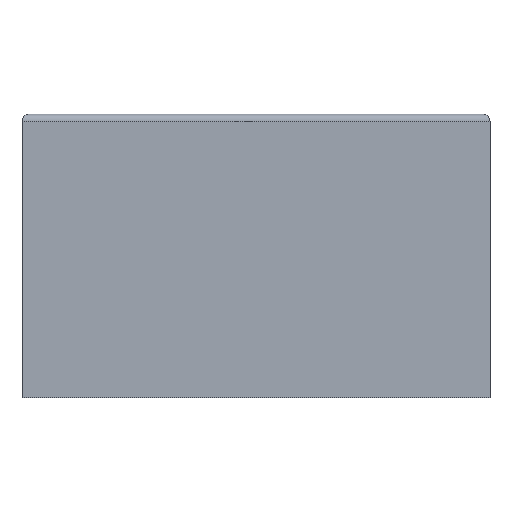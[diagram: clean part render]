
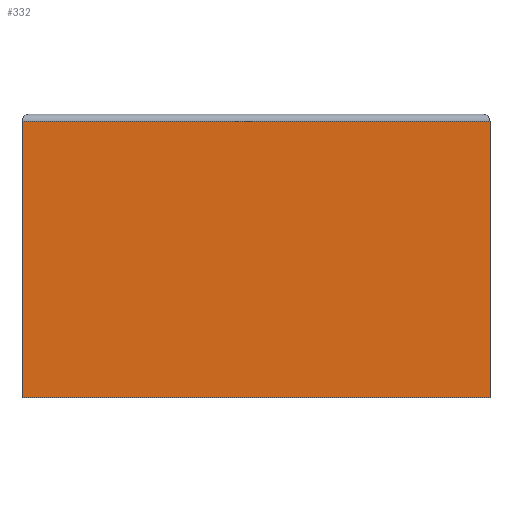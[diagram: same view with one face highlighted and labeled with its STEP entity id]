
A CAD part, front view. The second image highlights one B-rep face of the part: STEP entity #332.
In plain terms, the highlighted planar face has unit normal (0, -1, 0).
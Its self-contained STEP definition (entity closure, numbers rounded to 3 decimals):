
#24=PLANE('',#375);
#45=FACE_OUTER_BOUND('',#64,.T.);
#64=EDGE_LOOP('',(#295,#296,#297,#298));
#77=LINE('',#487,#112);
#92=LINE('',#530,#127);
#106=LINE('',#560,#141);
#108=LINE('',#563,#143);
#112=VECTOR('',#392,10.);
#127=VECTOR('',#435,10.);
#141=VECTOR('',#465,10.);
#143=VECTOR('',#469,10.);
#146=VERTEX_POINT('',#477);
#149=VERTEX_POINT('',#485);
#163=VERTEX_POINT('',#528);
#171=VERTEX_POINT('',#559);
#178=EDGE_CURVE('',#149,#146,#77,.T.);
#200=EDGE_CURVE('',#163,#149,#92,.T.);
#214=EDGE_CURVE('',#171,#146,#106,.T.);
#216=EDGE_CURVE('',#163,#171,#108,.T.);
#295=ORIENTED_EDGE('',*,*,#178,.F.);
#296=ORIENTED_EDGE('',*,*,#200,.F.);
#297=ORIENTED_EDGE('',*,*,#216,.T.);
#298=ORIENTED_EDGE('',*,*,#214,.T.);
#332=ADVANCED_FACE('',(#45),#24,.T.);
#375=AXIS2_PLACEMENT_3D('',#562,#467,#468);
#392=DIRECTION('',(1.,0.,0.));
#435=DIRECTION('',(0.,0.,1.));
#465=DIRECTION('',(0.,0.,1.));
#467=DIRECTION('center_axis',(0.,-1.,0.));
#468=DIRECTION('ref_axis',(1.,0.,0.));
#469=DIRECTION('',(1.,0.,0.));
#477=CARTESIAN_POINT('',(16.5,0.,9.75));
#485=CARTESIAN_POINT('',(0.,0.,9.75));
#487=CARTESIAN_POINT('',(4.125,0.,9.75));
#528=CARTESIAN_POINT('',(0.,0.,0.));
#530=CARTESIAN_POINT('',(0.,0.,0.));
#559=CARTESIAN_POINT('',(16.5,0.,0.));
#560=CARTESIAN_POINT('',(16.5,0.,0.));
#562=CARTESIAN_POINT('Origin',(0.,0.,0.));
#563=CARTESIAN_POINT('',(0.,0.,0.));
